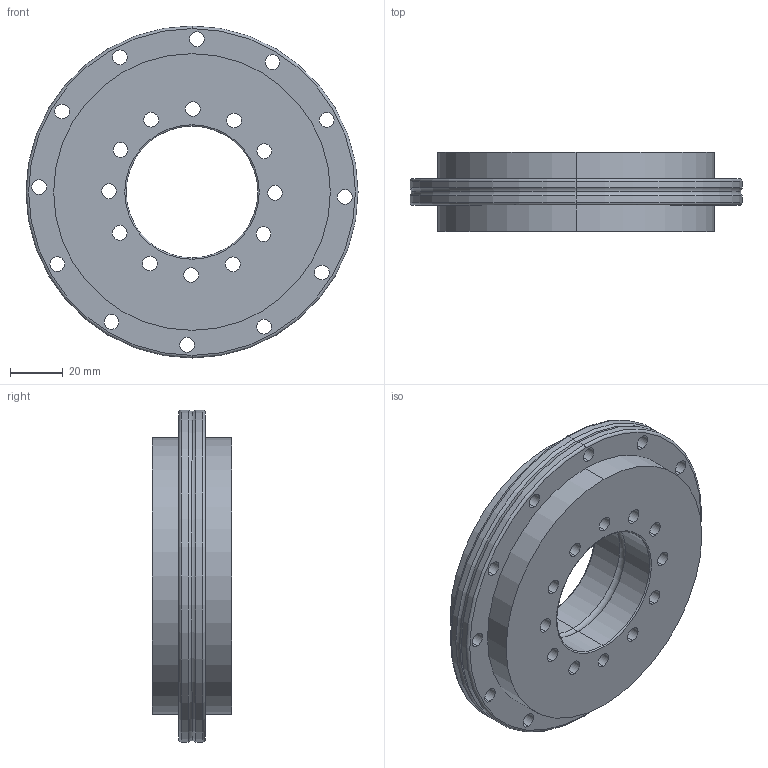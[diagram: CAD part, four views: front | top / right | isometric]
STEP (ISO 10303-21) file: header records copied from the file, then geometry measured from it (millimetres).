
FILE_DESCRIPTION (( 'STEP AP203' ), '1' );
FILE_NAME ('YRT50.STEP', '2014-08-21T03:54:42', ( '微软用户' ), ( '微软中国' ), 'SwSTEP 2.0', 'SolidWorks 2012', '' );
FILE_SCHEMA (( 'CONFIG_CONTROL_DESIGN' ));
Length unit declared in the file: millimetre
Products named in the file (1): YRT50
Bounding box: 126 x 30 x 126 mm (x, y, z)
Volume: 224426.6 mm3; surface area: 43792.2 mm2
Topology: 1 solids, 1 shells, 114 faces, 276 edges, 178 vertices
Faces by surface type: cylinder 84, plane 16, torus 14
Entity records: 3605 total; most frequent: DIRECTION 698, CARTESIAN_POINT 569, ORIENTED_EDGE 552, AXIS2_PLACEMENT_3D 307, EDGE_CURVE 276, CIRCLE 192, VERTEX_POINT 178, EDGE_LOOP 178
